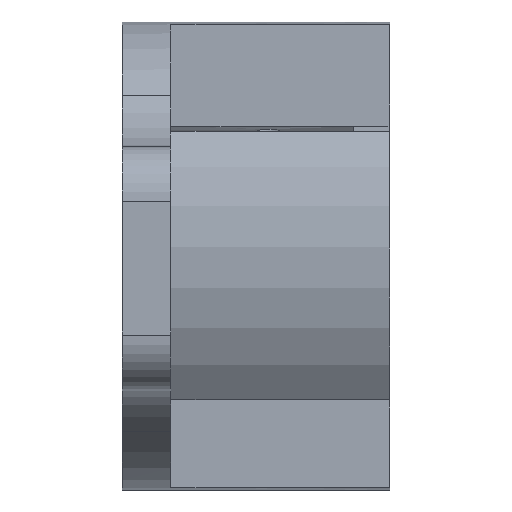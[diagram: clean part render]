
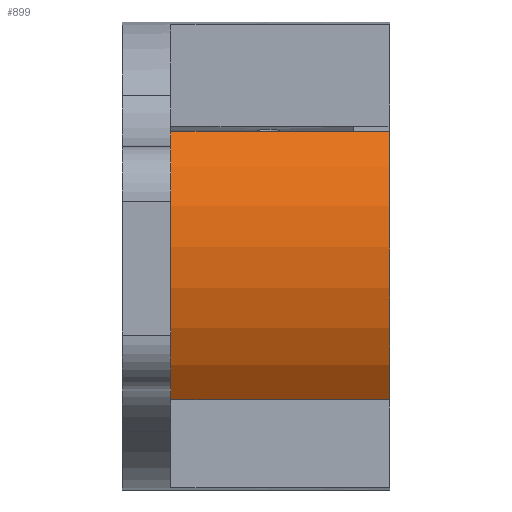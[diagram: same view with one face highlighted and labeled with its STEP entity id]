
A CAD part, left-side view. The second image highlights one B-rep face of the part: STEP entity #899.
In plain terms, the highlighted cylindrical face has radius 19.25 mm (diameter 38.5 mm), a partial arc.
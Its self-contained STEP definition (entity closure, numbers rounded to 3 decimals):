
#71=FACE_OUTER_BOUND('',#117,.T.);
#117=EDGE_LOOP('',(#623,#624,#625,#626));
#191=LINE('',#1414,#259);
#192=LINE('',#1417,#260);
#259=VECTOR('',#1117,10.);
#260=VECTOR('',#1120,10.);
#320=CIRCLE('',#970,19.25);
#321=CIRCLE('',#971,19.25);
#396=VERTEX_POINT('',#1410);
#397=VERTEX_POINT('',#1411);
#398=VERTEX_POINT('',#1413);
#399=VERTEX_POINT('',#1415);
#486=EDGE_CURVE('',#396,#397,#320,.T.);
#487=EDGE_CURVE('',#397,#398,#191,.T.);
#488=EDGE_CURVE('',#399,#398,#321,.T.);
#489=EDGE_CURVE('',#396,#399,#192,.T.);
#623=ORIENTED_EDGE('',*,*,#486,.T.);
#624=ORIENTED_EDGE('',*,*,#487,.T.);
#625=ORIENTED_EDGE('',*,*,#488,.F.);
#626=ORIENTED_EDGE('',*,*,#489,.F.);
#872=CYLINDRICAL_SURFACE('',#969,19.25);
#899=ADVANCED_FACE('',(#71),#872,.T.);
#969=AXIS2_PLACEMENT_3D('',#1409,#1113,#1114);
#970=AXIS2_PLACEMENT_3D('',#1412,#1115,#1116);
#971=AXIS2_PLACEMENT_3D('',#1416,#1118,#1119);
#1113=DIRECTION('center_axis',(0.,-1.,0.));
#1114=DIRECTION('ref_axis',(-0.999,0.,-0.049));
#1115=DIRECTION('center_axis',(0.,-1.,0.));
#1116=DIRECTION('ref_axis',(1.,0.,0.));
#1117=DIRECTION('',(0.,-1.,0.));
#1118=DIRECTION('center_axis',(0.,-1.,0.));
#1119=DIRECTION('ref_axis',(-0.845,0.,0.534));
#1120=DIRECTION('',(0.,-1.,0.));
#1409=CARTESIAN_POINT('Origin',(-5.,12.,121.));
#1410=CARTESIAN_POINT('',(-21.276,8.,131.279));
#1411=CARTESIAN_POINT('',(-20.195,8.,109.182));
#1412=CARTESIAN_POINT('Origin',(-5.,8.,121.));
#1413=CARTESIAN_POINT('',(-20.195,-10.,109.182));
#1414=CARTESIAN_POINT('',(-20.195,8.,109.182));
#1415=CARTESIAN_POINT('',(-21.276,-10.,131.279));
#1416=CARTESIAN_POINT('Origin',(-5.,-10.,121.));
#1417=CARTESIAN_POINT('',(-21.276,8.,131.279));
